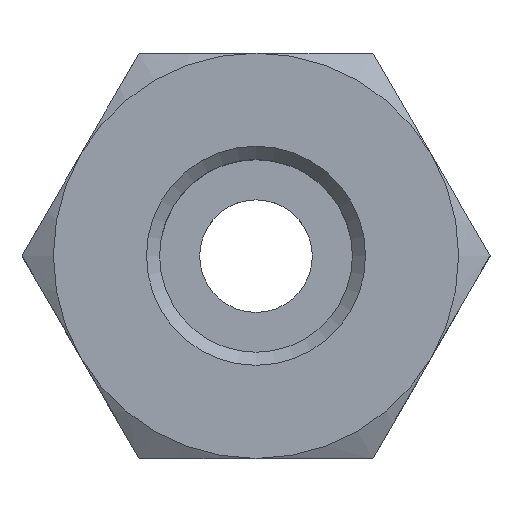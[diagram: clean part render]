
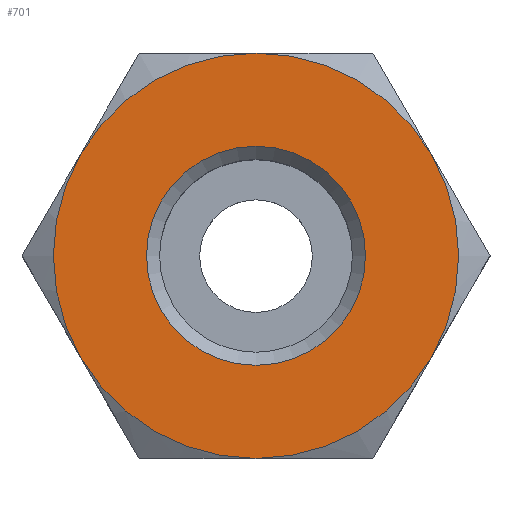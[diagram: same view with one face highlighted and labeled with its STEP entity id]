
A CAD part, top view. The second image highlights one B-rep face of the part: STEP entity #701.
In plain terms, the highlighted planar face has unit normal (0, 0, 1).
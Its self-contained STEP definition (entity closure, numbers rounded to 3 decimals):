
#74=PLANE('',#806);
#104=CIRCLE('',#797,9.);
#105=CIRCLE('',#799,9.);
#106=CIRCLE('',#801,9.);
#107=CIRCLE('',#803,9.);
#108=CIRCLE('',#805,9.);
#109=CIRCLE('',#807,9.);
#110=CIRCLE('',#808,4.864);
#225=ORIENTED_EDGE('',*,*,#352,.F.);
#226=ORIENTED_EDGE('',*,*,#351,.F.);
#227=ORIENTED_EDGE('',*,*,#350,.F.);
#228=ORIENTED_EDGE('',*,*,#349,.F.);
#229=ORIENTED_EDGE('',*,*,#348,.F.);
#230=ORIENTED_EDGE('',*,*,#347,.F.);
#231=ORIENTED_EDGE('',*,*,#353,.F.);
#347=EDGE_CURVE('',#411,#413,#104,.T.);
#348=EDGE_CURVE('',#413,#415,#105,.T.);
#349=EDGE_CURVE('',#415,#417,#106,.T.);
#350=EDGE_CURVE('',#417,#419,#107,.T.);
#351=EDGE_CURVE('',#419,#421,#108,.T.);
#352=EDGE_CURVE('',#421,#411,#109,.T.);
#353=EDGE_CURVE('',#422,#422,#110,.F.);
#411=VERTEX_POINT('',#1167);
#413=VERTEX_POINT('',#1180);
#415=VERTEX_POINT('',#1192);
#417=VERTEX_POINT('',#1204);
#419=VERTEX_POINT('',#1216);
#421=VERTEX_POINT('',#1228);
#422=VERTEX_POINT('',#1246);
#528=EDGE_LOOP('',(#225,#226,#227,#228,#229,#230));
#529=EDGE_LOOP('',(#231));
#610=FACE_BOUND('',#528,.T.);
#611=FACE_BOUND('',#529,.T.);
#701=ADVANCED_FACE('',(#610,#611),#74,.F.);
#797=AXIS2_PLACEMENT_3D('',#1234,#946,#947);
#799=AXIS2_PLACEMENT_3D('',#1236,#950,#951);
#801=AXIS2_PLACEMENT_3D('',#1238,#954,#955);
#803=AXIS2_PLACEMENT_3D('',#1240,#958,#959);
#805=AXIS2_PLACEMENT_3D('',#1242,#962,#963);
#806=AXIS2_PLACEMENT_3D('',#1243,#964,#965);
#807=AXIS2_PLACEMENT_3D('',#1244,#966,#967);
#808=AXIS2_PLACEMENT_3D('',#1245,#968,#969);
#946=DIRECTION('',(0.,0.,-1.));
#947=DIRECTION('',(-1.,0.,0.));
#950=DIRECTION('',(0.,0.,-1.));
#951=DIRECTION('',(-1.,0.,0.));
#954=DIRECTION('',(0.,0.,-1.));
#955=DIRECTION('',(-1.,0.,0.));
#958=DIRECTION('',(0.,0.,-1.));
#959=DIRECTION('',(-1.,0.,0.));
#962=DIRECTION('',(0.,0.,-1.));
#963=DIRECTION('',(-1.,0.,0.));
#964=DIRECTION('',(0.,0.,-1.));
#965=DIRECTION('',(-1.,0.,0.));
#966=DIRECTION('',(0.,0.,-1.));
#967=DIRECTION('',(-1.,0.,0.));
#968=DIRECTION('',(0.,0.,-1.));
#969=DIRECTION('',(-1.,0.,0.));
#1167=CARTESIAN_POINT('',(-7.794,4.5,0.));
#1180=CARTESIAN_POINT('',(0.,9.,0.));
#1192=CARTESIAN_POINT('',(7.794,4.5,0.));
#1204=CARTESIAN_POINT('',(7.794,-4.5,0.));
#1216=CARTESIAN_POINT('',(0.,-9.,0.));
#1228=CARTESIAN_POINT('',(-7.794,-4.5,0.));
#1234=CARTESIAN_POINT('',(0.,0.,0.));
#1236=CARTESIAN_POINT('',(0.,0.,0.));
#1238=CARTESIAN_POINT('',(0.,0.,0.));
#1240=CARTESIAN_POINT('',(0.,0.,0.));
#1242=CARTESIAN_POINT('',(0.,0.,0.));
#1243=CARTESIAN_POINT('',(0.,0.,0.));
#1244=CARTESIAN_POINT('',(0.,0.,0.));
#1245=CARTESIAN_POINT('',(0.,0.,0.));
#1246=CARTESIAN_POINT('',(-4.864,0.,0.));
